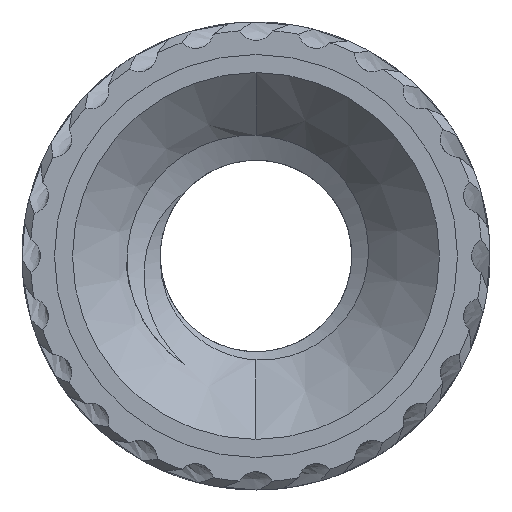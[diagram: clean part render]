
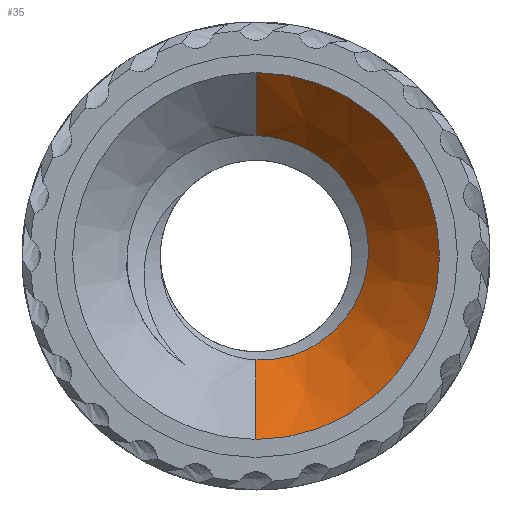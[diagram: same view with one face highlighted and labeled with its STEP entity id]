
A CAD part, front view. The second image highlights one B-rep face of the part: STEP entity #35.
In plain terms, the highlighted conical face has half-angle 45 degrees and reference radius 1.411 mm.
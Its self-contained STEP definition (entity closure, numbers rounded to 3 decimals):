
#17 = CARTESIAN_POINT ( 'NONE',  ( 0.114, 0.489, 0.922 ) ) ;
#35 = ADVANCED_FACE ( 'NONE', ( #1620 ), #1479, .F. ) ;
#121 = EDGE_CURVE ( 'NONE', #10445, #5263, #13592, .T. ) ;
#187 = AXIS2_PLACEMENT_3D ( 'NONE', #3688, #11171, #4761 ) ;
#236 = VECTOR ( 'NONE', #7132, 1000. ) ;
#300 = CARTESIAN_POINT ( 'NONE',  ( 0.112, 0.606, -0.805 ) ) ;
#346 = CARTESIAN_POINT ( 'NONE',  ( 0.696, 0.573, -0.481 ) ) ;
#410 = DIRECTION ( 'NONE',  ( 0., -0.707, -0.707 ) ) ;
#1340 = ORIENTED_EDGE ( 'NONE', *, *, #5466, .T. ) ;
#1430 = CARTESIAN_POINT ( 'NONE',  ( 0.845, 0.556, -0.176 ) ) ;
#1479 = CONICAL_SURFACE ( 'NONE', #5471, 1.411, 0.785 ) ;
#1620 = FACE_OUTER_BOUND ( 'NONE', #12459, .T. ) ;
#1628 = CARTESIAN_POINT ( 'NONE',  ( 0., 0.484, 0.927 ) ) ;
#2649 = DIRECTION ( 'NONE',  ( 0., -1., 0. ) ) ;
#3100 = ORIENTED_EDGE ( 'NONE', *, *, #121, .F. ) ;
#3183 = CARTESIAN_POINT ( 'NONE',  ( 0.862, 0.541, 0.163 ) ) ;
#3688 = CARTESIAN_POINT ( 'NONE',  ( 0., 0., 0. ) ) ;
#4259 = CARTESIAN_POINT ( 'NONE',  ( 0.751, 0.524, 0.484 ) ) ;
#4761 = DIRECTION ( 'NONE',  ( 0., 0., -1. ) ) ;
#4793 = DIRECTION ( 'NONE',  ( 0., 0., -1. ) ) ;
#5263 = VERTEX_POINT ( 'NONE', #1628 ) ;
#5323 = CARTESIAN_POINT ( 'NONE',  ( 0.528, 0.509, 0.741 ) ) ;
#5369 = CIRCLE ( 'NONE', #187, 1.411 ) ;
#5466 = EDGE_CURVE ( 'NONE', #10445, #7827, #9902, .T. ) ;
#5471 = AXIS2_PLACEMENT_3D ( 'NONE', #12961, #2649, #4793 ) ;
#5797 = EDGE_CURVE ( 'NONE', #7827, #10460, #5369, .T. ) ;
#6208 = CARTESIAN_POINT ( 'NONE',  ( 0., 0., 1.411 ) ) ;
#6399 = CARTESIAN_POINT ( 'NONE',  ( 0.225, 0.494, 0.896 ) ) ;
#6708 = CARTESIAN_POINT ( 'NONE',  ( 0.534, 0.584, -0.641 ) ) ;
#6773 = ORIENTED_EDGE ( 'NONE', *, *, #13694, .F. ) ;
#7132 = DIRECTION ( 'NONE',  ( 0., -0.707, 0.707 ) ) ;
#7474 = CARTESIAN_POINT ( 'NONE',  ( 0., 0.484, 0.927 ) ) ;
#7762 = CARTESIAN_POINT ( 'NONE',  ( 0., 0.612, -0.799 ) ) ;
#7810 = CARTESIAN_POINT ( 'NONE',  ( 0.76, 0.567, -0.385 ) ) ;
#7827 = VERTEX_POINT ( 'NONE', #8311 ) ;
#7866 = CARTESIAN_POINT ( 'NONE',  ( 0., 0., -1.411 ) ) ;
#8090 = LINE ( 'NONE', #13520, #236 ) ;
#8311 = CARTESIAN_POINT ( 'NONE',  ( 0., 0., -1.411 ) ) ;
#8364 = CARTESIAN_POINT ( 'NONE',  ( 0., 0.612, -0.799 ) ) ;
#9574 = VECTOR ( 'NONE', #410, 1000. ) ;
#9596 = CARTESIAN_POINT ( 'NONE',  ( 0.866, 0.551, -0.062 ) ) ;
#9902 = LINE ( 'NONE', #7866, #9574 ) ;
#10445 = VERTEX_POINT ( 'NONE', #8364 ) ;
#10460 = VERTEX_POINT ( 'NONE', #6208 ) ;
#10669 = CARTESIAN_POINT ( 'NONE',  ( 0.839, 0.535, 0.277 ) ) ;
#11171 = DIRECTION ( 'NONE',  ( 0., -1., 0. ) ) ;
#11738 = CARTESIAN_POINT ( 'NONE',  ( 0.687, 0.519, 0.58 ) ) ;
#12055 = CARTESIAN_POINT ( 'NONE',  ( 0.227, 0.6, -0.787 ) ) ;
#12268 = ORIENTED_EDGE ( 'NONE', *, *, #5797, .T. ) ;
#12459 = EDGE_LOOP ( 'NONE', ( #6773, #3100, #1340, #12268 ) ) ;
#12812 = CARTESIAN_POINT ( 'NONE',  ( 0.433, 0.504, 0.805 ) ) ;
#12961 = CARTESIAN_POINT ( 'NONE',  ( 0., 0., 0. ) ) ;
#13129 = CARTESIAN_POINT ( 'NONE',  ( 0.438, 0.589, -0.705 ) ) ;
#13520 = CARTESIAN_POINT ( 'NONE',  ( 0., 0., 1.411 ) ) ;
#13592 = B_SPLINE_CURVE_WITH_KNOTS ( 'NONE', 3,
 ( #7762, #300, #12055, #13129, #6708, #346, #7810, #1430, #9596, #3183, #10669, #4259, #11738, #5323, #12812, #6399, #17, #7474 ),
 .UNSPECIFIED., .F., .F.,
 ( 4, 2, 2, 2, 2, 2, 2, 2, 4 ),
 ( 0.001, 0.001, 0.002, 0.002, 0.003, 0.003, 0.003, 0.004, 0.004 ),
 .UNSPECIFIED. ) ;
#13694 = EDGE_CURVE ( 'NONE', #5263, #10460, #8090, .T. ) ;
